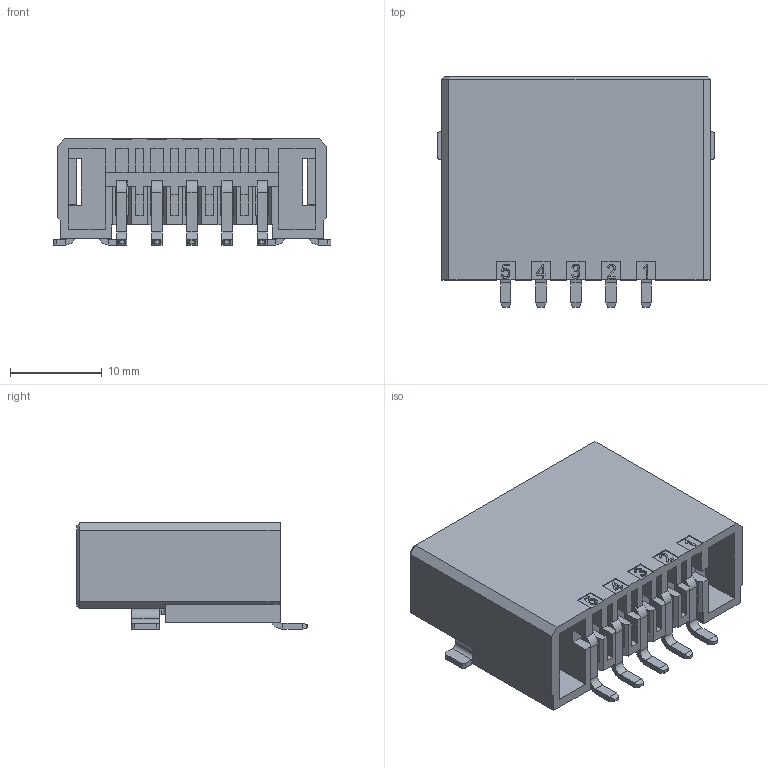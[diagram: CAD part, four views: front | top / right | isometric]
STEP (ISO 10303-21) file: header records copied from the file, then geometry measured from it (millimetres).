
FILE_DESCRIPTION( ('This file contains a STEP AP42 implementation' ,'as created by ZW3D STEP Interface translator.') ,'2;1' );
FILE_NAME( 'WD3810-1WZ03W4BT01W.stp' ,'2312 6.114335', (''), ('ZWCAD Software Co.'), 'Version 1.0', 'ZW3D to STEP translator', '' );
FILE_SCHEMA(('AUTOMOTIVE_DESIGN { 1 0 10303 214 1 1 1 1 }'));
Length unit declared in the file: millimetre
Products named in the file (2): 0; WD3810-1WZ03W4BT01W
Bounding box: 30.16 x 25.06 x 11.55 mm (x, y, z)
Volume: 2874.6 mm3; surface area: 4930.3 mm2
Topology: 1 solids, 1 shells, 625 faces, 1610 edges, 1012 vertices
Faces by surface type: plane 539, cylinder 73, bspline 13
Entity records: 19449 total; most frequent: CARTESIAN_POINT 3597, ORIENTED_EDGE 3220, DIRECTION 2944, EDGE_CURVE 1610, VECTOR 1426, LINE 1426, VERTEX_POINT 1012, AXIS2_PLACEMENT_3D 759
